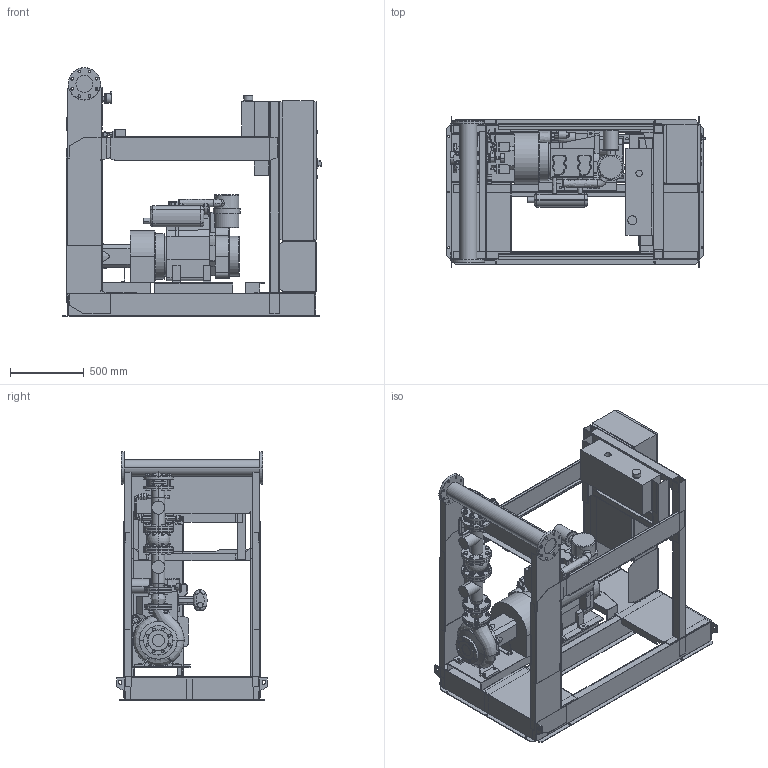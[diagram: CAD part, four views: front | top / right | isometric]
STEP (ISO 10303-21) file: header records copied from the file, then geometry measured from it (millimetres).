
FILE_DESCRIPTION((''),'2;1');
FILE_NAME('3d_Sifire-EN-65_200-197-26.5D-4183819.stp','2015-05-26T10:31:14',(''),(''),'Mechanical Desktop 2009','Mechanical Desktop 2009',', , ');
FILE_SCHEMA(('CONFIG_CONTROL_DESIGN'));
Length unit declared in the file: millimetre
Products named in the file (1): Product
Bounding box: 1754.5 x 1026 x 1690 mm (x, y, z)
Volume: 273187677.6 mm3; surface area: 23222489.6 mm2
Topology: 154 solids, 154 shells, 3735 faces, 9031 edges, 5696 vertices
Faces by surface type: bspline 1527, plane 1205, cylinder 517, cone 438, torus 46, sphere 2
Entity records: 120936 total; most frequent: CARTESIAN_POINT 40224, ORIENTED_EDGE 18046, DIRECTION 14811, EDGE_CURVE 9023, VERTEX_POINT 5693, VECTOR 4941, LINE 4941, AXIS2_PLACEMENT_3D 4935
